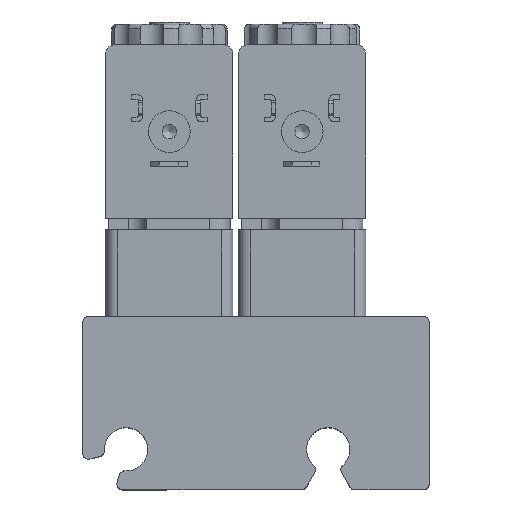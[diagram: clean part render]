
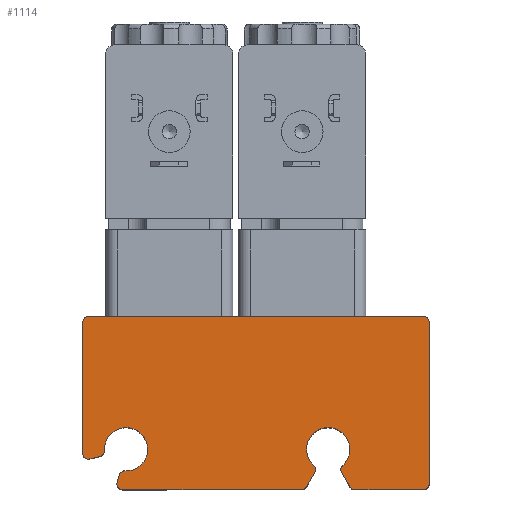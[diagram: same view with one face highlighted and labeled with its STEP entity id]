
A CAD part, top view. The second image highlights one B-rep face of the part: STEP entity #1114.
In plain terms, the highlighted planar face has unit normal (0, 0, 1).
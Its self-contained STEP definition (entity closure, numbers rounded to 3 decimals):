
#73=CARTESIAN_POINT('',(27.892,-11.44,24.));
#74=VERTEX_POINT('',#73);
#83=CARTESIAN_POINT('',(22.859,-11.44,24.));
#84=VERTEX_POINT('',#83);
#85=CARTESIAN_POINT('',(25.376,-8.66,24.));
#86=DIRECTION('',(0.0,0.0,1.0));
#87=DIRECTION('',(-0.5,0.866,0.0));
#88=AXIS2_PLACEMENT_3D('',#85,#86,#87);
#89=CIRCLE('',#88,3.75);
#90=EDGE_CURVE('',#74,#84,#89,.T.);
#117=CARTESIAN_POINT('',(27.697,-12.681,24.));
#118=VERTEX_POINT('',#117);
#125=CARTESIAN_POINT('',(28.563,-12.181,24.));
#126=DIRECTION('',(0.0,0.0,-1.0));
#127=DIRECTION('',(-0.988,0.155,0.0));
#128=AXIS2_PLACEMENT_3D('',#125,#126,#127);
#129=CIRCLE('',#128,1.0);
#130=EDGE_CURVE('',#118,#74,#129,.T.);
#157=CARTESIAN_POINT('',(29.128,-15.16,24.));
#158=VERTEX_POINT('',#157);
#165=CARTESIAN_POINT('',(29.128,-15.16,24.));
#166=DIRECTION('',(-0.5,0.866,0.0));
#167=VECTOR('',#166,2.862);
#168=LINE('',#165,#167);
#169=EDGE_CURVE('',#158,#118,#168,.T.);
#179=CARTESIAN_POINT('',(-9.811,-12.405,24.));
#180=VERTEX_POINT('',#179);
#189=CARTESIAN_POINT('',(-13.37,-8.846,24.));
#190=VERTEX_POINT('',#189);
#191=CARTESIAN_POINT('',(-9.624,-8.66,24.));
#192=DIRECTION('',(0.0,0.0,1.0));
#193=DIRECTION('',(0.259,0.966,0.0));
#194=AXIS2_PLACEMENT_3D('',#191,#192,#193);
#195=CIRCLE('',#194,3.75);
#196=EDGE_CURVE('',#180,#190,#195,.T.);
#953=CARTESIAN_POINT('',(12.516,-1.735,24.));
#954=DIRECTION('',(0.0,0.0,1.0));
#955=DIRECTION('',(1.0,0.0,0.0));
#956=AXIS2_PLACEMENT_3D('',#953,#954,#955);
#957=PLANE('',#956);
#958=CARTESIAN_POINT('',(-16.124,14.34,24.));
#959=VERTEX_POINT('',#958);
#960=CARTESIAN_POINT('',(41.876,14.34,24.));
#961=VERTEX_POINT('',#960);
#962=CARTESIAN_POINT('',(-16.124,14.34,24.));
#963=DIRECTION('',(1.0,0.0,0.0));
#964=VECTOR('',#963,58.);
#965=LINE('',#962,#964);
#966=EDGE_CURVE('',#959,#961,#965,.T.);
#967=ORIENTED_EDGE('',*,*,#966,.F.);
#968=CARTESIAN_POINT('',(-17.124,13.34,24.));
#969=VERTEX_POINT('',#968);
#970=CARTESIAN_POINT('',(-16.124,13.34,24.));
#971=DIRECTION('',(0.0,0.0,-1.0));
#972=DIRECTION('',(-0.707,0.707,0.0));
#973=AXIS2_PLACEMENT_3D('',#970,#971,#972);
#974=CIRCLE('',#973,1.0);
#975=EDGE_CURVE('',#969,#959,#974,.T.);
#976=ORIENTED_EDGE('',*,*,#975,.F.);
#977=CARTESIAN_POINT('',(-17.124,-9.366,24.));
#978=VERTEX_POINT('',#977);
#979=CARTESIAN_POINT('',(-17.124,-9.366,24.));
#980=DIRECTION('',(0.0,1.0,0.0));
#981=VECTOR('',#980,22.706);
#982=LINE('',#979,#981);
#983=EDGE_CURVE('',#978,#969,#982,.T.);
#984=ORIENTED_EDGE('',*,*,#983,.F.);
#985=CARTESIAN_POINT('',(-15.866,-10.332,24.));
#986=VERTEX_POINT('',#985);
#987=CARTESIAN_POINT('',(-16.124,-9.366,24.));
#988=DIRECTION('',(0.0,0.0,-1.0));
#989=DIRECTION('',(-0.609,-0.793,0.0));
#990=AXIS2_PLACEMENT_3D('',#987,#988,#989);
#991=CIRCLE('',#990,1.0);
#992=EDGE_CURVE('',#986,#978,#991,.T.);
#993=ORIENTED_EDGE('',*,*,#992,.F.);
#994=CARTESIAN_POINT('',(-14.11,-9.862,24.));
#995=VERTEX_POINT('',#994);
#996=CARTESIAN_POINT('',(-14.11,-9.862,24.));
#997=DIRECTION('',(-0.966,-0.259,0.0));
#998=VECTOR('',#997,1.818);
#999=LINE('',#996,#998);
#1000=EDGE_CURVE('',#995,#986,#999,.T.);
#1001=ORIENTED_EDGE('',*,*,#1000,.F.);
#1002=CARTESIAN_POINT('',(-14.368,-8.896,24.));
#1003=DIRECTION('',(0.0,0.0,-1.0));
#1004=DIRECTION('',(0.808,-0.589,0.0));
#1005=AXIS2_PLACEMENT_3D('',#1002,#1003,#1004);
#1006=CIRCLE('',#1005,1.0);
#1007=EDGE_CURVE('',#190,#995,#1006,.T.);
#1008=ORIENTED_EDGE('',*,*,#1007,.F.);
#1009=ORIENTED_EDGE('',*,*,#196,.F.);
#1010=CARTESIAN_POINT('',(-10.826,-13.145,24.));
#1011=VERTEX_POINT('',#1010);
#1012=CARTESIAN_POINT('',(-9.86,-13.404,24.));
#1013=DIRECTION('',(0.0,0.0,-1.0));
#1014=DIRECTION('',(-0.589,0.808,0.0));
#1015=AXIS2_PLACEMENT_3D('',#1012,#1013,#1014);
#1016=CIRCLE('',#1015,1.0);
#1017=EDGE_CURVE('',#1011,#180,#1016,.T.);
#1018=ORIENTED_EDGE('',*,*,#1017,.F.);
#1019=CARTESIAN_POINT('',(-11.163,-14.401,24.));
#1020=VERTEX_POINT('',#1019);
#1021=CARTESIAN_POINT('',(-11.163,-14.401,24.));
#1022=DIRECTION('',(0.259,0.966,0.0));
#1023=VECTOR('',#1022,1.3);
#1024=LINE('',#1021,#1023);
#1025=EDGE_CURVE('',#1020,#1011,#1024,.T.);
#1026=ORIENTED_EDGE('',*,*,#1025,.F.);
#1027=CARTESIAN_POINT('',(-10.197,-15.66,24.));
#1028=VERTEX_POINT('',#1027);
#1029=CARTESIAN_POINT('',(-10.197,-14.66,24.));
#1030=DIRECTION('',(0.0,0.0,-1.0));
#1031=DIRECTION('',(-0.793,-0.609,0.0));
#1032=AXIS2_PLACEMENT_3D('',#1029,#1030,#1031);
#1033=CIRCLE('',#1032,1.0);
#1034=EDGE_CURVE('',#1028,#1020,#1033,.T.);
#1035=ORIENTED_EDGE('',*,*,#1034,.F.);
#1036=CARTESIAN_POINT('',(20.757,-15.66,24.));
#1037=VERTEX_POINT('',#1036);
#1038=CARTESIAN_POINT('',(20.757,-15.66,24.));
#1039=DIRECTION('',(-1.0,0.0,0.0));
#1040=VECTOR('',#1039,30.954);
#1041=LINE('',#1038,#1040);
#1042=EDGE_CURVE('',#1037,#1028,#1041,.T.);
#1043=ORIENTED_EDGE('',*,*,#1042,.F.);
#1044=CARTESIAN_POINT('',(21.623,-15.16,24.));
#1045=VERTEX_POINT('',#1044);
#1046=CARTESIAN_POINT('',(20.757,-14.66,24.));
#1047=DIRECTION('',(0.0,0.0,-1.0));
#1048=DIRECTION('',(0.5,-0.866,0.0));
#1049=AXIS2_PLACEMENT_3D('',#1046,#1047,#1048);
#1050=CIRCLE('',#1049,1.0);
#1051=EDGE_CURVE('',#1045,#1037,#1050,.T.);
#1052=ORIENTED_EDGE('',*,*,#1051,.F.);
#1053=CARTESIAN_POINT('',(23.054,-12.681,24.));
#1054=VERTEX_POINT('',#1053);
#1055=CARTESIAN_POINT('',(23.054,-12.681,24.));
#1056=DIRECTION('',(-0.5,-0.866,0.0));
#1057=VECTOR('',#1056,2.862);
#1058=LINE('',#1055,#1057);
#1059=EDGE_CURVE('',#1054,#1045,#1058,.T.);
#1060=ORIENTED_EDGE('',*,*,#1059,.F.);
#1061=CARTESIAN_POINT('',(22.188,-12.181,24.));
#1062=DIRECTION('',(0.0,0.0,-1.0));
#1063=DIRECTION('',(0.988,0.155,0.0));
#1064=AXIS2_PLACEMENT_3D('',#1061,#1062,#1063);
#1065=CIRCLE('',#1064,1.0);
#1066=EDGE_CURVE('',#84,#1054,#1065,.T.);
#1067=ORIENTED_EDGE('',*,*,#1066,.F.);
#1068=ORIENTED_EDGE('',*,*,#90,.F.);
#1069=ORIENTED_EDGE('',*,*,#130,.F.);
#1070=ORIENTED_EDGE('',*,*,#169,.F.);
#1071=CARTESIAN_POINT('',(29.994,-15.66,24.));
#1072=VERTEX_POINT('',#1071);
#1073=CARTESIAN_POINT('',(29.994,-14.66,24.));
#1074=DIRECTION('',(0.0,0.0,-1.0));
#1075=DIRECTION('',(-0.5,-0.866,0.0));
#1076=AXIS2_PLACEMENT_3D('',#1073,#1074,#1075);
#1077=CIRCLE('',#1076,1.0);
#1078=EDGE_CURVE('',#1072,#158,#1077,.T.);
#1079=ORIENTED_EDGE('',*,*,#1078,.F.);
#1080=CARTESIAN_POINT('',(41.876,-15.66,24.));
#1081=VERTEX_POINT('',#1080);
#1082=CARTESIAN_POINT('',(41.876,-15.66,24.));
#1083=DIRECTION('',(-1.0,0.0,0.0));
#1084=VECTOR('',#1083,11.881);
#1085=LINE('',#1082,#1084);
#1086=EDGE_CURVE('',#1081,#1072,#1085,.T.);
#1087=ORIENTED_EDGE('',*,*,#1086,.F.);
#1088=CARTESIAN_POINT('',(42.876,-14.66,24.));
#1089=VERTEX_POINT('',#1088);
#1090=CARTESIAN_POINT('',(41.876,-14.66,24.));
#1091=DIRECTION('',(0.0,0.0,-1.0));
#1092=DIRECTION('',(0.707,-0.707,0.0));
#1093=AXIS2_PLACEMENT_3D('',#1090,#1091,#1092);
#1094=CIRCLE('',#1093,1.0);
#1095=EDGE_CURVE('',#1089,#1081,#1094,.T.);
#1096=ORIENTED_EDGE('',*,*,#1095,.F.);
#1097=CARTESIAN_POINT('',(42.876,13.34,24.));
#1098=VERTEX_POINT('',#1097);
#1099=CARTESIAN_POINT('',(42.876,13.34,24.));
#1100=DIRECTION('',(0.0,-1.0,0.0));
#1101=VECTOR('',#1100,28.0);
#1102=LINE('',#1099,#1101);
#1103=EDGE_CURVE('',#1098,#1089,#1102,.T.);
#1104=ORIENTED_EDGE('',*,*,#1103,.F.);
#1105=CARTESIAN_POINT('',(41.876,13.34,24.));
#1106=DIRECTION('',(0.0,0.0,-1.0));
#1107=DIRECTION('',(0.707,0.707,0.0));
#1108=AXIS2_PLACEMENT_3D('',#1105,#1106,#1107);
#1109=CIRCLE('',#1108,1.0);
#1110=EDGE_CURVE('',#961,#1098,#1109,.T.);
#1111=ORIENTED_EDGE('',*,*,#1110,.F.);
#1112=EDGE_LOOP('',(#967,#976,#984,#993,#1001,#1008,#1009,#1018,#1026,#1035,#1043,#1052,#1060,#1067,#1068,#1069,#1070,#1079,#1087,#1096,#1104,#1111));
#1113=FACE_OUTER_BOUND('',#1112,.T.);
#1114=ADVANCED_FACE('',(#1113),#957,.T.);
